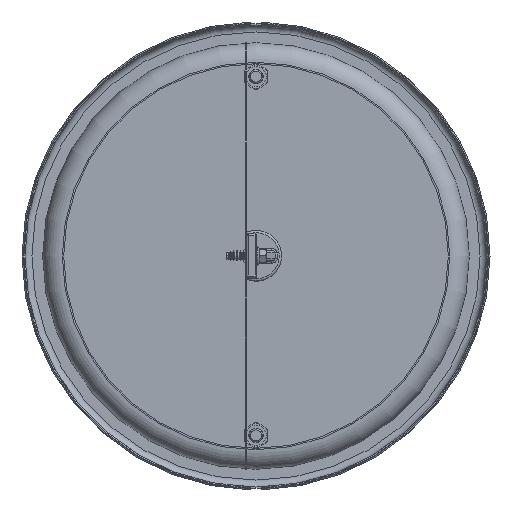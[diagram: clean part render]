
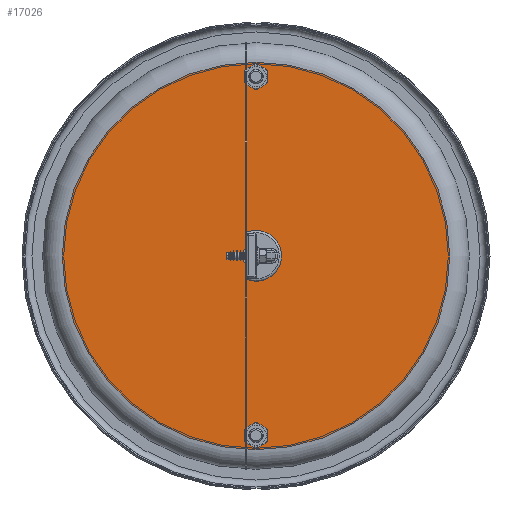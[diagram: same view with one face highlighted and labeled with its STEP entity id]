
A CAD part, front view. The second image highlights one B-rep face of the part: STEP entity #17026.
In plain terms, the highlighted face is planar.
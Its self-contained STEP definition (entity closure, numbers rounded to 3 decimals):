
#16895=CARTESIAN_POINT('',(0.,-5.85,40.));
#16896=VERTEX_POINT('',#16895);
#16897=CARTESIAN_POINT('',(0.,0.,40.));
#16898=DIRECTION('',(0.0,0.0,-1.0));
#16899=DIRECTION('',(0.0,1.0,0.0));
#16900=AXIS2_PLACEMENT_3D('',#16897,#16898,#16899);
#16901=CIRCLE('',#16900,5.85);
#16902=EDGE_CURVE('',#16896,#16896,#16901,.T.);
#16983=CARTESIAN_POINT('',(84.0,0.,40.));
#16984=VERTEX_POINT('',#16983);
#16985=CARTESIAN_POINT('',(0.,0.,40.));
#16986=DIRECTION('',(0.0,0.0,-1.0));
#16987=DIRECTION('',(-1.0,0.0,0.0));
#16988=AXIS2_PLACEMENT_3D('',#16985,#16986,#16987);
#16989=CIRCLE('',#16988,84.0);
#16990=EDGE_CURVE('',#16984,#16984,#16989,.T.);
#17015=CARTESIAN_POINT('',(0.,0.,40.));
#17016=DIRECTION('',(0.0,0.0,1.0));
#17017=DIRECTION('',(1.0,0.0,0.0));
#17018=AXIS2_PLACEMENT_3D('',#17015,#17016,#17017);
#17019=PLANE('',#17018);
#17020=ORIENTED_EDGE('',*,*,#16990,.F.);
#17021=EDGE_LOOP('',(#17020));
#17022=FACE_OUTER_BOUND('',#17021,.T.);
#17023=ORIENTED_EDGE('',*,*,#16902,.T.);
#17024=EDGE_LOOP('',(#17023));
#17025=FACE_BOUND('',#17024,.T.);
#17026=ADVANCED_FACE('',(#17022,#17025),#17019,.T.);
